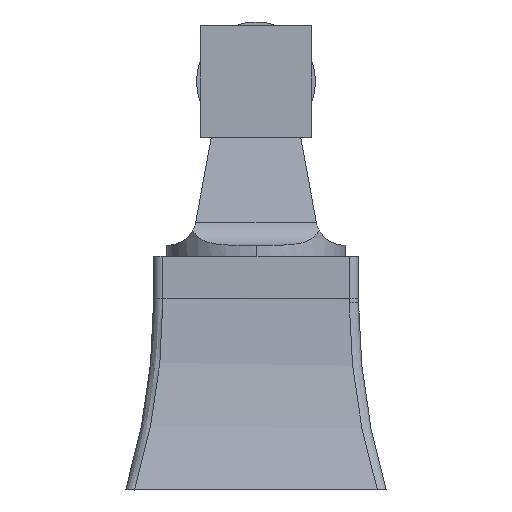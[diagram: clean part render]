
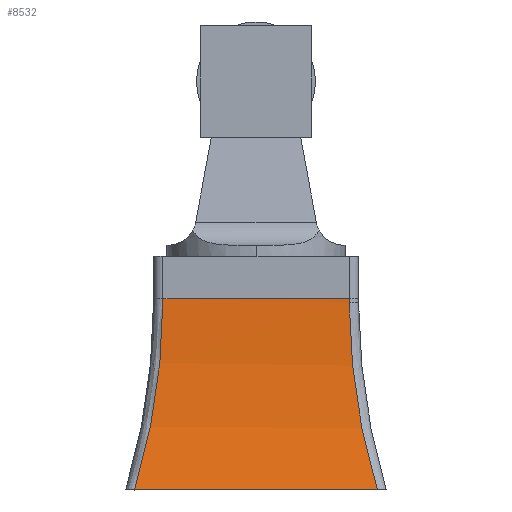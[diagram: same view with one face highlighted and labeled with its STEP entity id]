
A CAD part, left-side view. The second image highlights one B-rep face of the part: STEP entity #8532.
In plain terms, the highlighted cylindrical face has radius 114.3 mm (diameter 228.6 mm), a partial arc.
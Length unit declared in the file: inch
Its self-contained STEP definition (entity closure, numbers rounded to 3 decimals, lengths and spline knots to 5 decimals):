
#7995=DIRECTION('',(0.,1.,0.));
#7996=VECTOR('',#7995,1.63021);
#7997=CARTESIAN_POINT('',(-6.92981,-0.8151,
-1.57));
#7998=LINE('',#7997,#7996);
#8068=CARTESIAN_POINT('',(-6.92981,-0.8151,
-1.57));
#8069=CARTESIAN_POINT('',(-6.9051,-0.79015,
-1.48707));
#8070=CARTESIAN_POINT('',(-6.86068,-0.74533,
-1.32051));
#8071=CARTESIAN_POINT('',(-6.80912,-0.69335,
-1.07097));
#8072=CARTESIAN_POINT('',(-6.77168,-0.65569,
-0.81835));
#8073=CARTESIAN_POINT('',(-6.74878,-0.63277,
-0.56658));
#8074=CARTESIAN_POINT('',(-6.74293,-0.62702,
-0.39717));
#8075=CARTESIAN_POINT('',(-6.7424,-0.62658,
-0.31243));
#8096=DIRECTION('',(0.,-1.,0.));
#8097=VECTOR('',#8096,1.25144);
#8098=CARTESIAN_POINT('',(-6.74231,0.625,-0.28456));
#8099=LINE('',#8098,#8097);
#8100=CARTESIAN_POINT('',(-6.74231,0.625,-0.28456));
#8101=CARTESIAN_POINT('',(-6.74231,0.625,
-0.3713));
#8102=CARTESIAN_POINT('',(-6.74736,0.63012,
-0.54464));
#8103=CARTESIAN_POINT('',(-6.76961,0.65268,
-0.80166));
#8104=CARTESIAN_POINT('',(-6.80708,0.69066,
-1.06001));
#8105=CARTESIAN_POINT('',(-6.85925,0.74356,
-1.31489));
#8106=CARTESIAN_POINT('',(-6.90454,0.78948,
-1.48521));
#8107=CARTESIAN_POINT('',(-6.92981,0.8151,
-1.57));
#8205=CARTESIAN_POINT('',(-6.7424,-0.62658,
-0.31243));
#8206=CARTESIAN_POINT('',(-6.74238,-0.62657,
-0.30933));
#8207=CARTESIAN_POINT('',(-6.74235,-0.62654,
-0.30314));
#8208=CARTESIAN_POINT('',(-6.74232,-0.62649,
-0.29385));
#8209=CARTESIAN_POINT('',(-6.74231,-0.62646,
-0.28766));
#8210=CARTESIAN_POINT('',(-6.74231,-0.62644,-0.28456));
#8292=CARTESIAN_POINT('',(-6.74231,0.625,-0.28456));
#8294=VERTEX_POINT('',#8292);
#8299=VERTEX_POINT('',#8107);
#8301=VERTEX_POINT('',#8068);
#8302=VERTEX_POINT('',#8075);
#8305=CARTESIAN_POINT('',(-6.74231,-0.62644,-0.28456));
#8307=VERTEX_POINT('',#8305);
#8517=CARTESIAN_POINT('',(-11.24231,1.,-0.28456));
#8518=DIRECTION('',(0.,1.,0.));
#8519=DIRECTION('',(0.,0.,1.));
#8520=AXIS2_PLACEMENT_3D('',#8517,#8518,#8519);
#8521=CYLINDRICAL_SURFACE('',#8520,4.5);
#8523=ORIENTED_EDGE('',*,*,#8522,.F.);
#8525=ORIENTED_EDGE('',*,*,#8524,.T.);
#8527=ORIENTED_EDGE('',*,*,#8526,.F.);
#8528=ORIENTED_EDGE('',*,*,#8508,.F.);
#8529=ORIENTED_EDGE('',*,*,#8323,.T.);
#8530=EDGE_LOOP('',(#8523,#8525,#8527,#8528,#8529));
#8531=FACE_OUTER_BOUND('',#8530,.F.);
#8532=ADVANCED_FACE('',(#8531),#8521,.F.);
#8076=B_SPLINE_CURVE_WITH_KNOTS('',3,(#8068,#8069,#8070,#8071,#8072,#8073,#8074,
#8075),.UNSPECIFIED.,.F.,.F.,(4,1,1,1,1,4),(0.,0.2,0.4,0.6,0.8,1.),
.UNSPECIFIED.);
#8108=B_SPLINE_CURVE_WITH_KNOTS('',3,(#8100,#8101,#8102,#8103,#8104,#8105,#8106,
#8107),.UNSPECIFIED.,.F.,.F.,(4,1,1,1,1,4),(0.,0.2,0.4,0.6,0.8,1.),
.UNSPECIFIED.);
#8211=B_SPLINE_CURVE_WITH_KNOTS('',3,(#8205,#8206,#8207,#8208,#8209,#8210),
.UNSPECIFIED.,.F.,.F.,(4,1,1,4),(0.,0.33333,0.66667,1.),
.UNSPECIFIED.);
#8323=EDGE_CURVE('',#8301,#8299,#7998,.T.);
#8508=EDGE_CURVE('',#8301,#8302,#8076,.T.);
#8522=EDGE_CURVE('',#8294,#8299,#8108,.T.);
#8524=EDGE_CURVE('',#8294,#8307,#8099,.T.);
#8526=EDGE_CURVE('',#8302,#8307,#8211,.T.);
